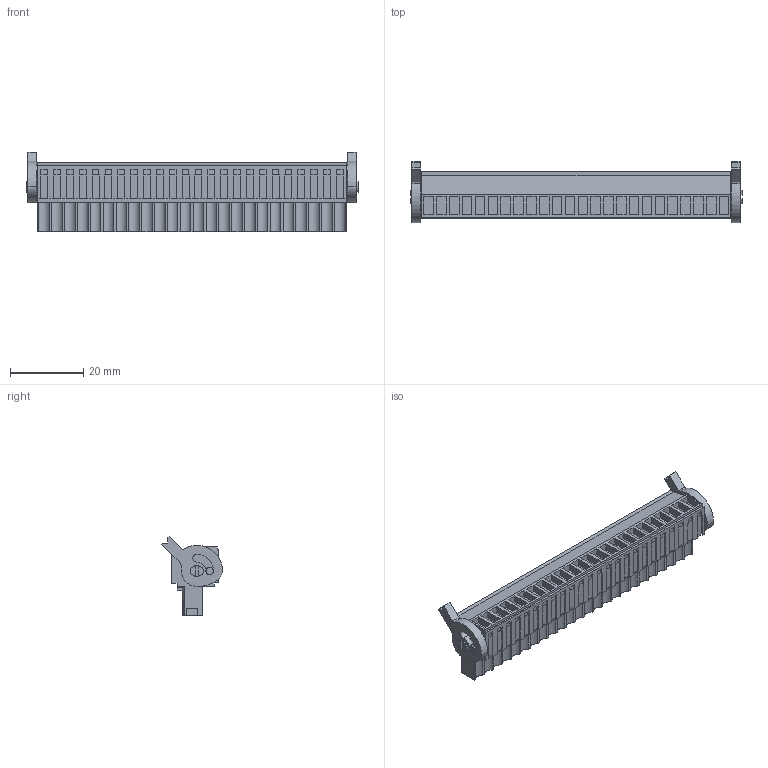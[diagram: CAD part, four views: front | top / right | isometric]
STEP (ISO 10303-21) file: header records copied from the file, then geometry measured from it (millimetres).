
FILE_DESCRIPTION(('CATIA V5 STEP Exchange','CAx-IF Rec.Pracs.--- Model Styling and Organization---1.2---2011-12-15'),'2;1');
FILE_NAME ('D1454476_0_1688100000_1688100000.stp','2017-04-25T12:10:46+00:00',('none'),('Weidmueller'),'CATIA Version 5-6 Release 2014','CATIA V5 STEP AP214','none');
FILE_SCHEMA(('AUTOMOTIVE_DESIGN { 1 0 10303 214 1 1 1 1 }'));
Length unit declared in the file: millimetre
Products named in the file (1): 1688100000
Bounding box: 90.4 x 16.66 x 21.53 mm (x, y, z)
Volume: 12952.6 mm3; surface area: 10210 mm2
Topology: 27 solids, 27 shells, 1491 faces, 4193 edges, 2856 vertices
Faces by surface type: plane 1309, cylinder 180, extrusion 2
Entity records: 43490 total; most frequent: ORIENTED_EDGE 8386, CARTESIAN_POINT 7804, DIRECTION 5623, EDGE_CURVE 4193, VECTOR 3577, LINE 3575, VERTEX_POINT 2856, EDGE_LOOP 1599
